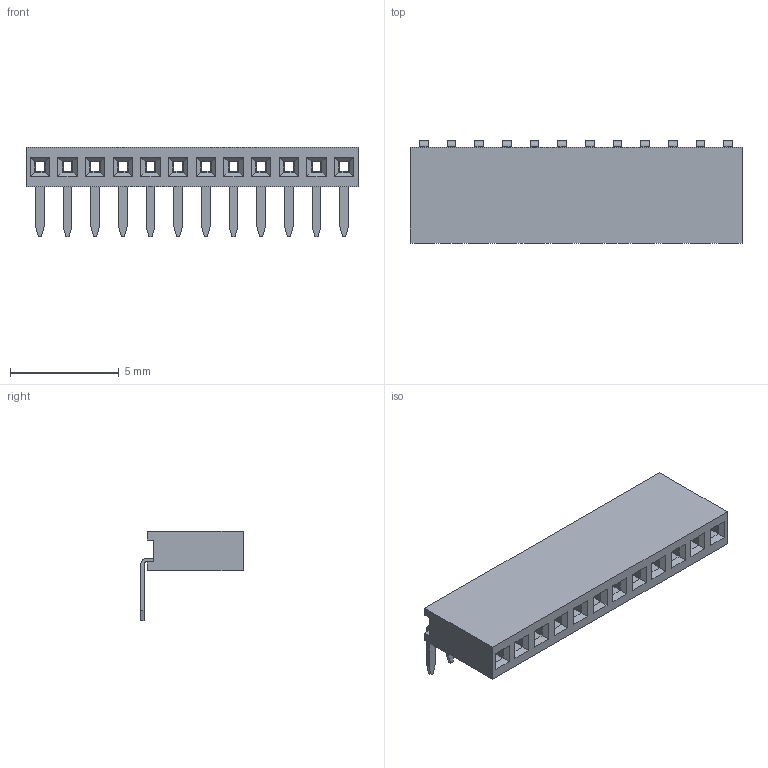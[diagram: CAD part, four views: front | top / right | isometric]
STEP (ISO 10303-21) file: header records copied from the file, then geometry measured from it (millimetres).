
FILE_DESCRIPTION(('STEP AP214'), '1');
FILE_NAME('PBS1.27-R', '', ('UNSPECIFIED'), ('UNSPECIFIED'), 'ASCON STEP Converter 1.6', 'ASCON Math Kernel', '');
FILE_SCHEMA(('AUTOMOTIVE_DESIGN { 1 0 10303 214 3 1 1}'));
Length unit declared in the file: millimetre
Bounding box: 15.24 x 4.7 x 4.1 mm (x, y, z)
Volume: 86.7 mm3; surface area: 618.4 mm2
Topology: 13 solids, 13 shells, 718 faces, 1932 edges, 1240 vertices
Faces by surface type: plane 610, cylinder 108
Entity records: 27924 total; most frequent: CARTESIAN_POINT 3891, ORIENTED_EDGE 3864, DIRECTION 3586, EDGE_CURVE 1932, LINE 1716, VECTOR 1716, VERTEX_POINT 1240, AXIS2_PLACEMENT_3D 935
